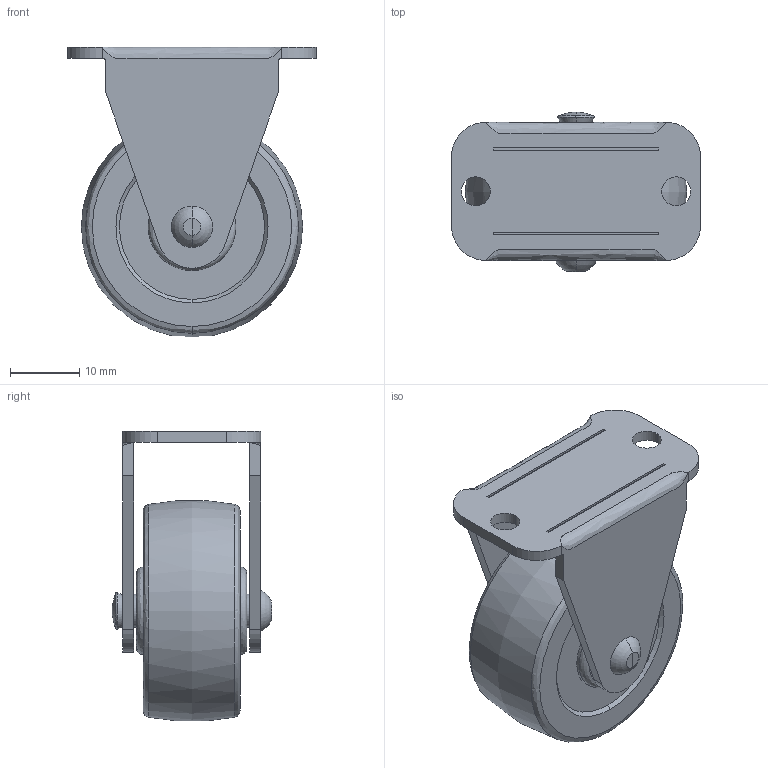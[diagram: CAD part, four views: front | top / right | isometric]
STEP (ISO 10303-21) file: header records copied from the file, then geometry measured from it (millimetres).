
FILE_DESCRIPTION( (''), '2;1');
FILE_NAME ('PC002.7988.TCA_420R_U32_24884.stp','2025-08-07T20:22:42',(''),(''),'spGate 19.8.4 (****-****-****-****)','','');
FILE_SCHEMA (('AUTOMOTIVE_DESIGN'));
Length unit declared in the file: millimetre
Products named in the file (4): Assembly; wheel; body; axle
Assembly tree (3 placements, depth 2):
  Assembly
    wheel
    body
    axle
Bounding box: 36 x 23.09 x 41.93 mm (x, y, z)
Volume: 13669.5 mm3; surface area: 7280.1 mm2
Topology: 3 solids, 3 shells, 86 faces, 204 edges, 120 vertices
Faces by surface type: plane 34, bspline 28, cylinder 22, sphere 2
Entity records: 4514 total; most frequent: CARTESIAN_POINT 1022, ORIENTED_EDGE 384, DIRECTION 350, COLOUR_RGB 281, PRESENTATION_STYLE_ASSIGNMENT 281, STYLED_ITEM 281, EDGE_CURVE 192, DRAUGHTING_PRE_DEFINED_CURVE_FONT 192
